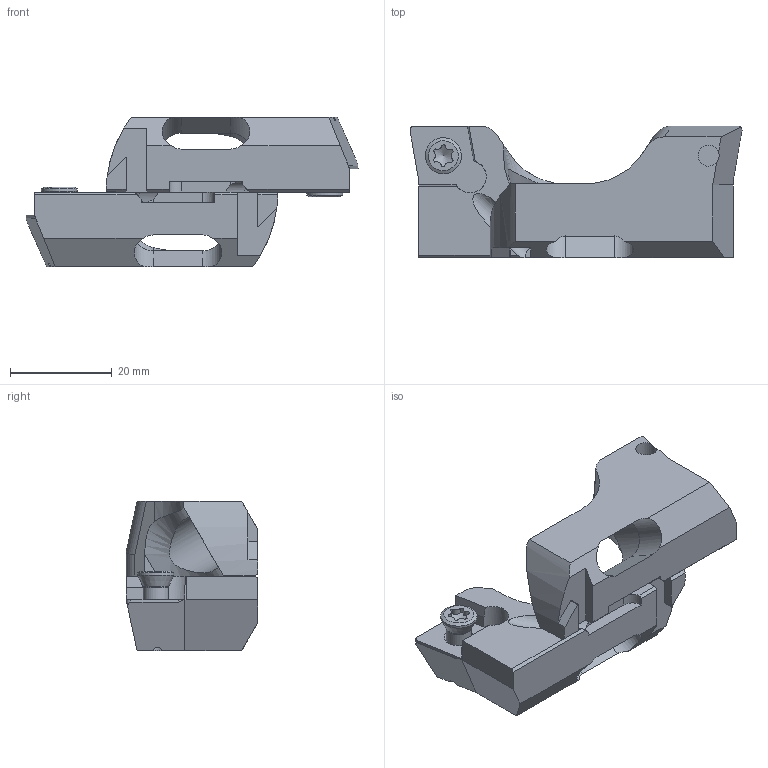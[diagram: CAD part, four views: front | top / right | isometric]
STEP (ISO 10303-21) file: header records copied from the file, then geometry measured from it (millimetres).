
FILE_DESCRIPTION(/* description */ (''),/* implementation_level */ '2;1');
FILE_NAME(/* name */ '4505-51C12.stp',/* time_stamp */ '2018-08-17T08:26:40-04:00',/* author */ ('dhartman'),/* organization */ (''),/* preprocessor_version */ 'ST-DEVELOPER v17',/* originating_system */ 'Autodesk Inventor 2018',/* authorisation */ '');
FILE_SCHEMA (('AUTOMOTIVE_DESIGN { 1 0 10303 214 3 1 1 }'));
Length unit declared in the file: inch
Products named in the file (3): 4505-51C09 PAIR; 028-907; 814-250
Assembly tree (4 placements, depth 2):
  4505-51C09 PAIR
    814-250  x2
    028-907  x2
Bounding box: 65.32 x 25.93 x 29.41 mm (x, y, z)
Volume: 16103.2 mm3; surface area: 8160.9 mm2
Topology: 4 solids, 4 shells, 166 faces, 458 edges, 296 vertices
Faces by surface type: plane 92, cylinder 58, cone 12, torus 2, bspline 2
Full cylindrical faces by diameter (mm): 4.14 x2, 5 x2, 7.1 x2
Entity records: 2850 total; most frequent: CARTESIAN_POINT 530, DIRECTION 498, ORIENTED_EDGE 456, EDGE_CURVE 228, AXIS2_PLACEMENT_3D 185, VERTEX_POINT 148, LINE 128, VECTOR 128
